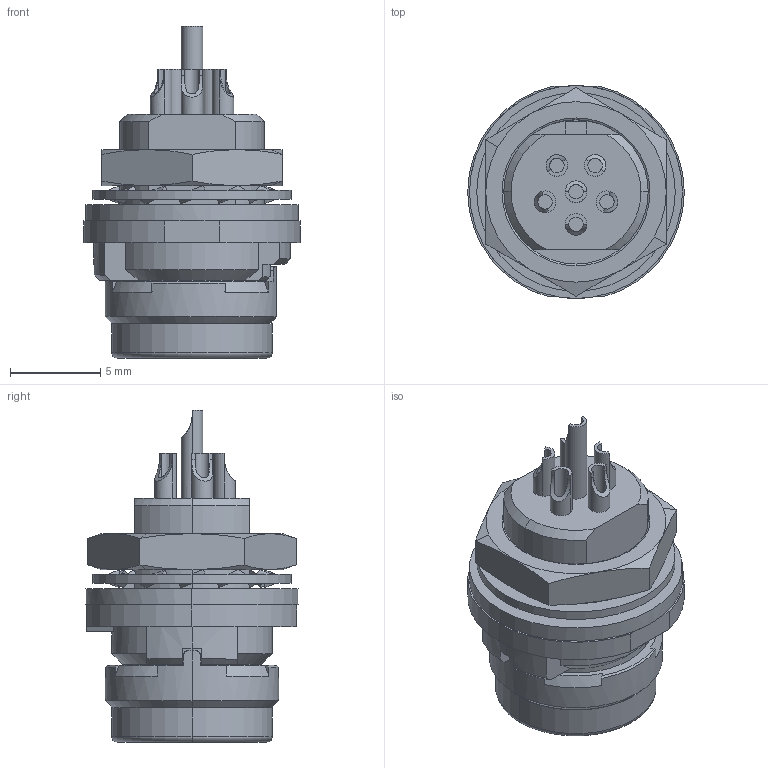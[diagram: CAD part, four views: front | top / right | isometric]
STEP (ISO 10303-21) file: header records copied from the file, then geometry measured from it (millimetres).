
FILE_DESCRIPTION(('CoCreate Modeling STEP Export'),'2;1');
FILE_NAME('HR30-6R-6S.stp','2009-06-10T18:23:56',(''),(''),'CoCreate Modeling STEP processor for AP214 (Solid Model)','CoCreate Modeling 16.00B 02-Dec-2008 (C) Parametric Technology GmbH','');
FILE_SCHEMA(('AUTOMOTIVE_DESIGN { 1 0 10303 214 1 1 1 1 }'));
Length unit declared in the file: millimetre
Products named in the file (1): HR30-6R-6S
Bounding box: 12 x 11.8 x 18.4 mm (x, y, z)
Volume: 847.2 mm3; surface area: 1395.8 mm2
Topology: 1 solids, 1 shells, 317 faces, 815 edges, 510 vertices
Faces by surface type: cylinder 115, plane 110, bspline 48, cone 42, torus 2
Entity records: 13432 total; most frequent: CARTESIAN_POINT 6730, ORIENTED_EDGE 1626, DIRECTION 1054, EDGE_CURVE 813, VERTEX_POINT 509, AXIS2_PLACEMENT_3D 353, VECTOR 348, LINE 348
